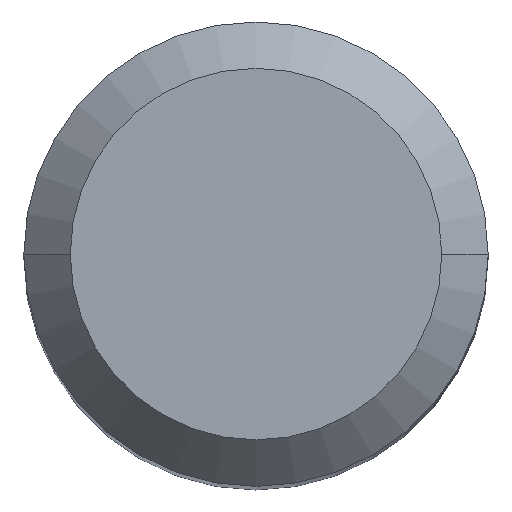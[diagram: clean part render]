
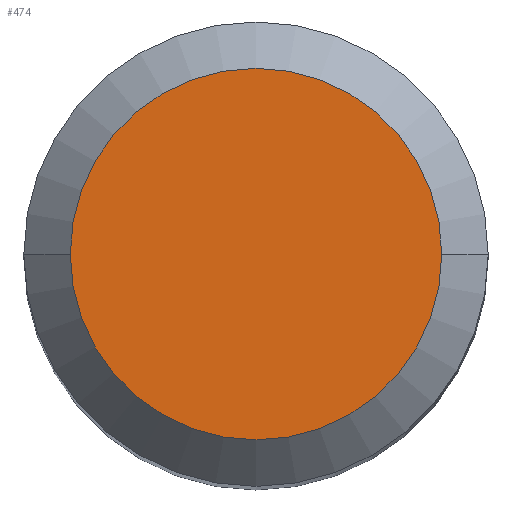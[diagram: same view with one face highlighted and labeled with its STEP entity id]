
A CAD part, top view. The second image highlights one B-rep face of the part: STEP entity #474.
In plain terms, the highlighted planar face has unit normal (0, 0, 1).
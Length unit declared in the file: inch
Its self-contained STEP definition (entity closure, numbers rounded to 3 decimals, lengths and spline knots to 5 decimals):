
#1 = CARTESIAN_POINT ( 'NONE',  ( -0.126, 0., 0. ) ) ;
#17 = CARTESIAN_POINT ( 'NONE',  ( 0., 0., 0. ) ) ;
#19 = CIRCLE ( 'NONE', #371, 0.126 ) ;
#21 = DIRECTION ( 'NONE',  ( -1., 0., 0. ) ) ;
#50 = EDGE_LOOP ( 'NONE', ( #463, #395 ) ) ;
#71 = DIRECTION ( 'NONE',  ( 1., 0., 0. ) ) ;
#109 = AXIS2_PLACEMENT_3D ( 'NONE', #313, #325, #111 ) ;
#111 = DIRECTION ( 'NONE',  ( 1., 0., 0. ) ) ;
#142 = CARTESIAN_POINT ( 'NONE',  ( 0.126, 0., 0. ) ) ;
#192 = PLANE ( 'NONE',  #248 ) ;
#218 = DIRECTION ( 'NONE',  ( 0., 0., 1. ) ) ;
#248 = AXIS2_PLACEMENT_3D ( 'NONE', #17, #305, #21 ) ;
#305 = DIRECTION ( 'NONE',  ( 0., 0., -1. ) ) ;
#313 = CARTESIAN_POINT ( 'NONE',  ( 0., 0., 0. ) ) ;
#314 = CIRCLE ( 'NONE', #109, 0.126 ) ;
#316 = VERTEX_POINT ( 'NONE', #1 ) ;
#325 = DIRECTION ( 'NONE',  ( 0., 0., 1. ) ) ;
#371 = AXIS2_PLACEMENT_3D ( 'NONE', #398, #218, #71 ) ;
#374 = FACE_OUTER_BOUND ( 'NONE', #50, .T. ) ;
#395 = ORIENTED_EDGE ( 'NONE', *, *, #479, .T. ) ;
#398 = CARTESIAN_POINT ( 'NONE',  ( 0., 0., 0. ) ) ;
#412 = VERTEX_POINT ( 'NONE', #142 ) ;
#463 = ORIENTED_EDGE ( 'NONE', *, *, #482, .T. ) ;
#474 = ADVANCED_FACE ( 'NONE', ( #374 ), #192, .F. ) ;
#479 = EDGE_CURVE ( 'NONE', #412, #316, #314, .T. ) ;
#482 = EDGE_CURVE ( 'NONE', #316, #412, #19, .T. ) ;
